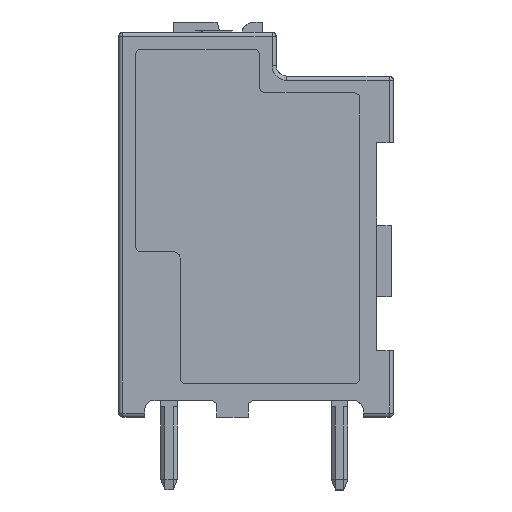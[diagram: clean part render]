
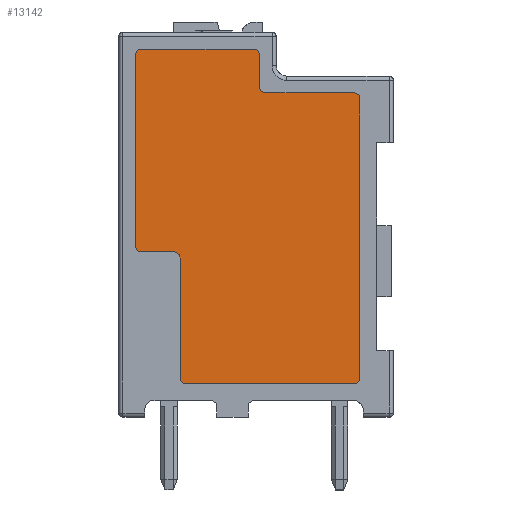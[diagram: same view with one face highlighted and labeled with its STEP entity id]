
A CAD part, left-side view. The second image highlights one B-rep face of the part: STEP entity #13142.
In plain terms, the highlighted planar face has unit normal (-1, 0, 0).
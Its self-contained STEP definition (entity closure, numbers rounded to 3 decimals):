
#86=AXIS2_PLACEMENT_3D('Circle Axis2P3D',#84,#85,$) ;
#191=AXIS2_PLACEMENT_3D('Circle Axis2P3D',#189,#190,$) ;
#273=AXIS2_PLACEMENT_3D('Circle Axis2P3D',#271,#272,$) ;
#12934=AXIS2_PLACEMENT_3D('Circle Axis2P3D',#12932,#12933,$) ;
#12984=AXIS2_PLACEMENT_3D('Circle Axis2P3D',#12982,#12983,$) ;
#13052=AXIS2_PLACEMENT_3D('Circle Axis2P3D',#13050,#13051,$) ;
#13070=AXIS2_PLACEMENT_3D('Circle Axis2P3D',#13068,#13069,$) ;
#13108=AXIS2_PLACEMENT_3D('Circle Axis2P3D',#13106,#13107,$) ;
#13122=AXIS2_PLACEMENT_3D('Plane Axis2P3D',#13119,#13120,#13121) ;
#40=CARTESIAN_POINT('Vertex',(0.8,12.4,11.75)) ;
#45=CARTESIAN_POINT('Line Origine',(0.8,12.4,16.325)) ;
#49=CARTESIAN_POINT('Vertex',(0.8,12.4,20.9)) ;
#84=CARTESIAN_POINT('Axis2P3D Location',(0.8,12.1,11.75)) ;
#88=CARTESIAN_POINT('Vertex',(0.8,12.1,11.45)) ;
#116=CARTESIAN_POINT('Line Origine',(0.8,11.325,11.45)) ;
#120=CARTESIAN_POINT('Vertex',(0.8,10.55,11.45)) ;
#148=CARTESIAN_POINT('Line Origine',(0.8,10.25,8.275)) ;
#152=CARTESIAN_POINT('Vertex',(0.8,10.25,11.15)) ;
#154=CARTESIAN_POINT('Vertex',(0.8,10.25,5.4)) ;
#189=CARTESIAN_POINT('Axis2P3D Location',(0.8,9.95,5.4)) ;
#193=CARTESIAN_POINT('Vertex',(0.8,9.95,5.1)) ;
#227=CARTESIAN_POINT('Vertex',(0.8,1.6,5.4)) ;
#241=CARTESIAN_POINT('Vertex',(0.8,1.6,18.8)) ;
#244=CARTESIAN_POINT('Line Origine',(0.8,1.6,12.1)) ;
#268=CARTESIAN_POINT('Vertex',(0.8,6.43,19.4)) ;
#271=CARTESIAN_POINT('Axis2P3D Location',(0.8,6.13,19.4)) ;
#275=CARTESIAN_POINT('Vertex',(0.8,6.13,19.1)) ;
#12932=CARTESIAN_POINT('Axis2P3D Location',(0.8,12.1,20.9)) ;
#12936=CARTESIAN_POINT('Vertex',(0.8,12.1,21.2)) ;
#12957=CARTESIAN_POINT('Line Origine',(0.8,9.415,21.2)) ;
#12961=CARTESIAN_POINT('Vertex',(0.8,6.73,21.2)) ;
#12982=CARTESIAN_POINT('Axis2P3D Location',(0.8,6.73,20.9)) ;
#12986=CARTESIAN_POINT('Vertex',(0.8,6.43,20.9)) ;
#13007=CARTESIAN_POINT('Line Origine',(0.8,6.43,20.15)) ;
#13025=CARTESIAN_POINT('Line Origine',(0.8,4.015,19.1)) ;
#13029=CARTESIAN_POINT('Vertex',(0.8,1.9,19.1)) ;
#13050=CARTESIAN_POINT('Axis2P3D Location',(0.8,1.9,18.8)) ;
#13068=CARTESIAN_POINT('Axis2P3D Location',(0.8,1.9,5.4)) ;
#13072=CARTESIAN_POINT('Vertex',(0.8,1.9,5.1)) ;
#13088=CARTESIAN_POINT('Line Origine',(0.8,5.925,5.1)) ;
#13106=CARTESIAN_POINT('Axis2P3D Location',(0.8,10.55,11.15)) ;
#13119=CARTESIAN_POINT('Axis2P3D Location',(0.8,21.33,-6.45)) ;
#46=DIRECTION('Vector Direction',(0.,0.,-1.)) ;
#85=DIRECTION('Axis2P3D Direction',(-1.,0.,0.)) ;
#117=DIRECTION('Vector Direction',(0.,-1.,0.)) ;
#149=DIRECTION('Vector Direction',(0.,0.,-1.)) ;
#190=DIRECTION('Axis2P3D Direction',(-1.,0.,0.)) ;
#245=DIRECTION('Vector Direction',(0.,0.,1.)) ;
#272=DIRECTION('Axis2P3D Direction',(1.,0.,0.)) ;
#12933=DIRECTION('Axis2P3D Direction',(1.,0.,0.)) ;
#12958=DIRECTION('Vector Direction',(0.,-1.,0.)) ;
#12983=DIRECTION('Axis2P3D Direction',(1.,0.,-0.)) ;
#13008=DIRECTION('Vector Direction',(0.,0.,-1.)) ;
#13026=DIRECTION('Vector Direction',(0.,-1.,0.)) ;
#13051=DIRECTION('Axis2P3D Direction',(1.,0.,-0.)) ;
#13069=DIRECTION('Axis2P3D Direction',(1.,0.,0.)) ;
#13089=DIRECTION('Vector Direction',(0.,1.,0.)) ;
#13107=DIRECTION('Axis2P3D Direction',(-1.,0.,0.)) ;
#13120=DIRECTION('Axis2P3D Direction',(-1.,0.,0.)) ;
#13121=DIRECTION('Axis2P3D XDirection',(0.,-1.,0.)) ;
#47=VECTOR('Line Direction',#46,1.) ;
#118=VECTOR('Line Direction',#117,1.) ;
#150=VECTOR('Line Direction',#149,1.) ;
#246=VECTOR('Line Direction',#245,1.) ;
#12959=VECTOR('Line Direction',#12958,1.) ;
#13009=VECTOR('Line Direction',#13008,1.) ;
#13027=VECTOR('Line Direction',#13026,1.) ;
#13090=VECTOR('Line Direction',#13089,1.) ;
#13125=ORIENTED_EDGE('',*,*,#51,.T.) ;
#13126=ORIENTED_EDGE('',*,*,#90,.T.) ;
#13127=ORIENTED_EDGE('',*,*,#122,.T.) ;
#13128=ORIENTED_EDGE('',*,*,#13110,.F.) ;
#13129=ORIENTED_EDGE('',*,*,#156,.T.) ;
#13130=ORIENTED_EDGE('',*,*,#195,.T.) ;
#13131=ORIENTED_EDGE('',*,*,#13092,.F.) ;
#13132=ORIENTED_EDGE('',*,*,#13074,.F.) ;
#13133=ORIENTED_EDGE('',*,*,#248,.T.) ;
#13134=ORIENTED_EDGE('',*,*,#13054,.F.) ;
#13135=ORIENTED_EDGE('',*,*,#13031,.F.) ;
#13136=ORIENTED_EDGE('',*,*,#277,.T.) ;
#13137=ORIENTED_EDGE('',*,*,#13011,.F.) ;
#13138=ORIENTED_EDGE('',*,*,#12988,.F.) ;
#13139=ORIENTED_EDGE('',*,*,#12963,.F.) ;
#13140=ORIENTED_EDGE('',*,*,#12938,.F.) ;
#13142=ADVANCED_FACE('model',(#13141),#13123,.T.) ;
#87=CIRCLE('generated circle',#86,0.3) ;
#192=CIRCLE('generated circle',#191,0.3) ;
#274=CIRCLE('generated circle',#273,0.3) ;
#12935=CIRCLE('generated circle',#12934,0.3) ;
#12985=CIRCLE('generated circle',#12984,0.3) ;
#13053=CIRCLE('generated circle',#13052,0.3) ;
#13071=CIRCLE('generated circle',#13070,0.3) ;
#13109=CIRCLE('generated circle',#13108,0.3) ;
#51=EDGE_CURVE('',#50,#41,#48,.T.) ;
#90=EDGE_CURVE('',#41,#89,#87,.T.) ;
#122=EDGE_CURVE('',#89,#121,#119,.T.) ;
#156=EDGE_CURVE('',#153,#155,#151,.T.) ;
#195=EDGE_CURVE('',#155,#194,#192,.T.) ;
#248=EDGE_CURVE('',#228,#242,#247,.T.) ;
#277=EDGE_CURVE('',#276,#269,#274,.T.) ;
#12938=EDGE_CURVE('',#50,#12937,#12935,.T.) ;
#12963=EDGE_CURVE('',#12937,#12962,#12960,.T.) ;
#12988=EDGE_CURVE('',#12962,#12987,#12985,.T.) ;
#13011=EDGE_CURVE('',#12987,#269,#13010,.T.) ;
#13031=EDGE_CURVE('',#276,#13030,#13028,.T.) ;
#13054=EDGE_CURVE('',#13030,#242,#13053,.T.) ;
#13074=EDGE_CURVE('',#228,#13073,#13071,.T.) ;
#13092=EDGE_CURVE('',#13073,#194,#13091,.T.) ;
#13110=EDGE_CURVE('',#153,#121,#13109,.T.) ;
#13124=EDGE_LOOP('',(#13125,#13126,#13127,#13128,#13129,#13130,#13131,#13132,#13133,#13134,#13135,#13136,#13137,#13138,#13139,#13140)) ;
#13141=FACE_OUTER_BOUND('',#13124,.T.) ;
#48=LINE('Line',#45,#47) ;
#119=LINE('Line',#116,#118) ;
#151=LINE('Line',#148,#150) ;
#247=LINE('Line',#244,#246) ;
#12960=LINE('Line',#12957,#12959) ;
#13010=LINE('Line',#13007,#13009) ;
#13028=LINE('Line',#13025,#13027) ;
#13091=LINE('Line',#13088,#13090) ;
#13123=PLANE('',#13122) ;
#41=VERTEX_POINT('',#40) ;
#50=VERTEX_POINT('',#49) ;
#89=VERTEX_POINT('',#88) ;
#121=VERTEX_POINT('',#120) ;
#153=VERTEX_POINT('',#152) ;
#155=VERTEX_POINT('',#154) ;
#194=VERTEX_POINT('',#193) ;
#228=VERTEX_POINT('',#227) ;
#242=VERTEX_POINT('',#241) ;
#269=VERTEX_POINT('',#268) ;
#276=VERTEX_POINT('',#275) ;
#12937=VERTEX_POINT('',#12936) ;
#12962=VERTEX_POINT('',#12961) ;
#12987=VERTEX_POINT('',#12986) ;
#13030=VERTEX_POINT('',#13029) ;
#13073=VERTEX_POINT('',#13072) ;
